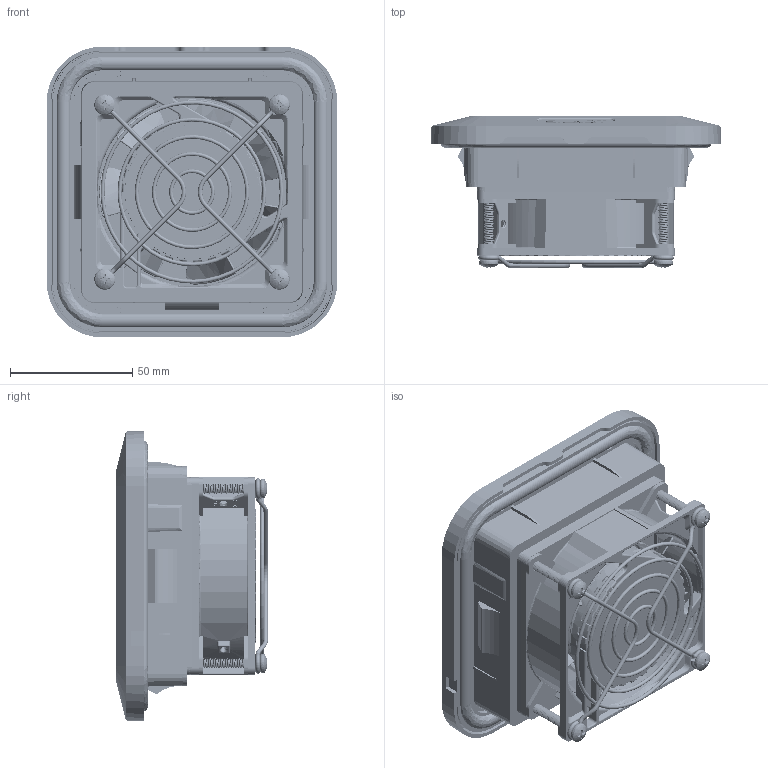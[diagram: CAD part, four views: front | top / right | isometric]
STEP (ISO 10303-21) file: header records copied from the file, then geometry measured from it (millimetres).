
FILE_DESCRIPTION(('STEP AP214'), '1');
FILE_NAME('Äëÿ ïðîåêòèðîâùèêîâ 10', '', ('UNSPECIFIED'), ('UNSPECIFIED'), 'C3D Converter', 'C3D Toolkit', '');
FILE_SCHEMA(('AUTOMOTIVE_DESIGN { 1 0 10303 214 3 1 1}'));
Length unit declared in the file: millimetre
Products named in the file (8): 2022-06-02(ver3)_GSV-100_СБ; 2021-10-29_КОРПУС_(ver_nalchik ).0004; 2022-05-17_GSV-100_СБ_Садагет; Решетка_100; G0825-A22X-7PBHL; Fan grill 80mm; 92000A238_Passivated 18-8 Stainless Steel Pan Head Phillips Screws
Assembly tree (10 placements, depth 3):
  (unnamed)
    2022-06-02(ver3)_GSV-100_СБ
      2021-10-29_КОРПУС_(ver_nalchik ).0004
    2022-05-17_GSV-100_СБ_Садагет
      Решетка_100
    G0825-A22X-7PBHL
    Fan grill 80mm
    92000A238_Passivated 18-8 Stainless Steel Pan Head Phillips Screws  x4
Bounding box: 119 x 62 x 119 mm (x, y, z)
Volume: 351348.6 mm3; surface area: 116385.4 mm2
Topology: 9 solids, 9 shells, 2159 faces, 6741 edges, 4671 vertices
Faces by surface type: plane 812, cylinder 610, bspline 452, cone 143, torus 114, extrusion 16, sphere 8, revolution 4
Full cylindrical faces by diameter (mm): 1.8 x16, 2 x1, 3.5 x2, 3.9 x2, 4.4 x8, 55 x1, 58 x1, 77.5 x1
Entity records: 138213 total; most frequent: CARTESIAN_POINT 82097, ORIENTED_EDGE 9930, DIRECTION 6484, EDGE_CURVE 4965, VERTEX_POINT 3346, AXIS2_PLACEMENT_3D 2164, VECTOR 2152, LINE 2136
